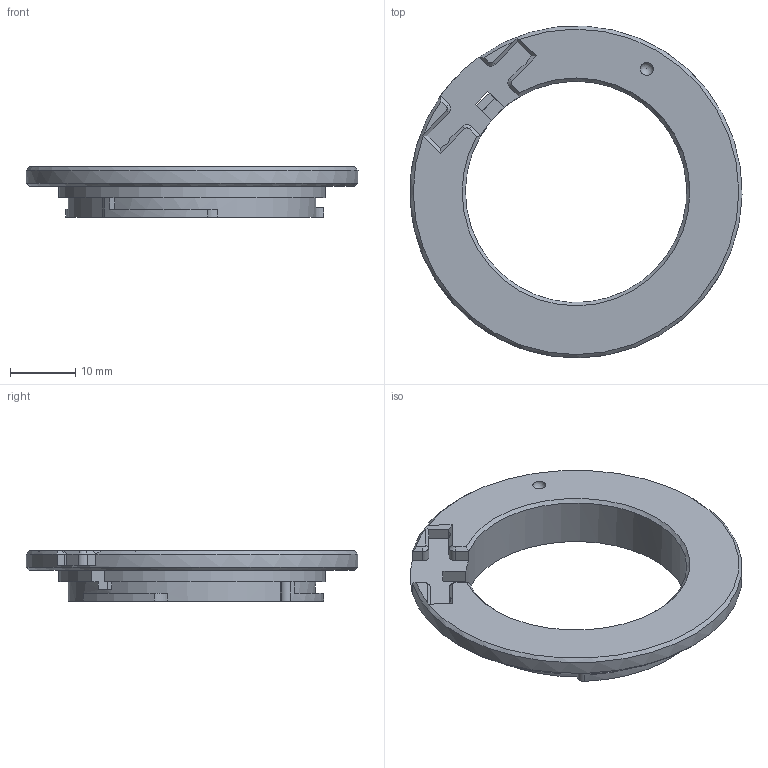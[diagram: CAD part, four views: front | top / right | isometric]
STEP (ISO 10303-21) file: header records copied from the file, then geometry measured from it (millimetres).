
FILE_DESCRIPTION(/* description */ (''),/* implementation_level */ '2;1');
FILE_NAME(/* name */ 'mountLensBase_PENF',/* time_stamp */ '2023-12-05T12:41:07-05:00',/* author */ ('George Moua'),/* organization */ ('Archive 663'),/* preprocessor_version */ 'ST-DEVELOPER v16.7',/* originating_system */ 'Solid Edge',/* authorisation */ 'Unknown');
FILE_SCHEMA (('AUTOMOTIVE_DESIGN {1 0 10303 214 3 1 1}'));
Length unit declared in the file: millimetre
Products named in the file (3): mountLensBase; mountLensBase_PENF_oa_0; mountLensBase_PENF
Assembly tree (2 placements, depth 3):
  mountLensBase
    mountLensBase_PENF_oa_0
      mountLensBase_PENF
Bounding box: 51 x 50.95 x 7.75 mm (x, y, z)
Volume: 4551.5 mm3; surface area: 4208.4 mm2
Topology: 1 solids, 1 shells, 71 faces, 192 edges, 122 vertices
Faces by surface type: plane 41, cylinder 22, cone 7, sphere 1
Full cylindrical faces by diameter (mm): 34 x1, 51 x1
Entity records: 2256 total; most frequent: CARTESIAN_POINT 400, DIRECTION 390, ORIENTED_EDGE 368, EDGE_CURVE 184, AXIS2_PLACEMENT_3D 140, VERTEX_POINT 118, LINE 110, VECTOR 110
